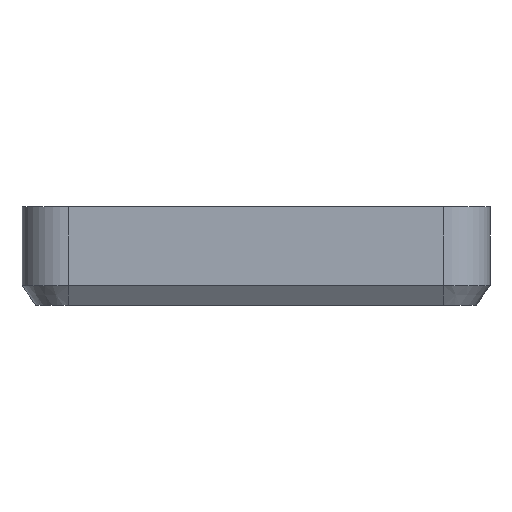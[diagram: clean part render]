
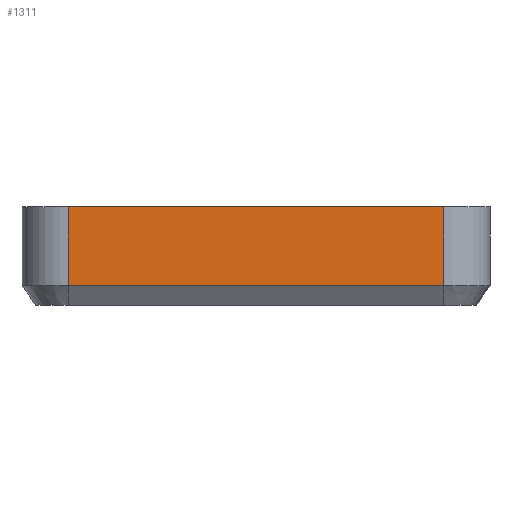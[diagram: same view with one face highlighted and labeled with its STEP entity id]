
A CAD part, front view. The second image highlights one B-rep face of the part: STEP entity #1311.
In plain terms, the highlighted planar face has unit normal (0, -1, 0).
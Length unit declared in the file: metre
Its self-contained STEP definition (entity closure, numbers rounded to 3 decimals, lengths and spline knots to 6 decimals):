
#140=ORIENTED_EDGE('',*,*,#513,.T.);
#141=ORIENTED_EDGE('',*,*,#515,.T.);
#142=ORIENTED_EDGE('',*,*,#516,.F.);
#143=ORIENTED_EDGE('',*,*,#517,.F.);
#513=EDGE_CURVE('',#699,#698,#814,.T.);
#515=EDGE_CURVE('',#698,#700,#815,.T.);
#516=EDGE_CURVE('',#701,#700,#816,.T.);
#517=EDGE_CURVE('',#699,#701,#817,.T.);
#698=VERTEX_POINT('',#2006);
#699=VERTEX_POINT('',#2008);
#700=VERTEX_POINT('',#2012);
#701=VERTEX_POINT('',#2014);
#814=LINE('',#2007,#984);
#815=LINE('',#2011,#985);
#816=LINE('',#2013,#986);
#817=LINE('',#2015,#987);
#984=VECTOR('',#1594,1.);
#985=VECTOR('',#1599,1.);
#986=VECTOR('',#1600,1.);
#987=VECTOR('',#1601,1.);
#1100=EDGE_LOOP('',(#140,#141,#142,#143));
#1184=FACE_BOUND('',#1100,.T.);
#1251=PLANE('',#1407);
#1311=ADVANCED_FACE('',(#1184),#1251,.F.);
#1407=AXIS2_PLACEMENT_3D('',#2010,#1597,#1598);
#1594=DIRECTION('',(0.,0.,-1.));
#1597=DIRECTION('',(0.,1.,0.));
#1598=DIRECTION('',(0.,0.,1.));
#1599=DIRECTION('',(1.,0.,0.));
#1600=DIRECTION('',(0.,0.,-1.));
#1601=DIRECTION('',(1.,0.,0.));
#2006=CARTESIAN_POINT('',(-0.013028,-0.04216,0.002));
#2007=CARTESIAN_POINT('',(-0.013028,-0.04216,0.01));
#2008=CARTESIAN_POINT('',(-0.013028,-0.04216,0.01));
#2010=CARTESIAN_POINT('',(0.005972,-0.04216,0.01));
#2011=CARTESIAN_POINT('',(0.005972,-0.04216,0.002));
#2012=CARTESIAN_POINT('',(0.024972,-0.04216,0.002));
#2013=CARTESIAN_POINT('',(0.024972,-0.04216,0.01));
#2014=CARTESIAN_POINT('',(0.024972,-0.04216,0.01));
#2015=CARTESIAN_POINT('',(0.005972,-0.04216,0.01));
